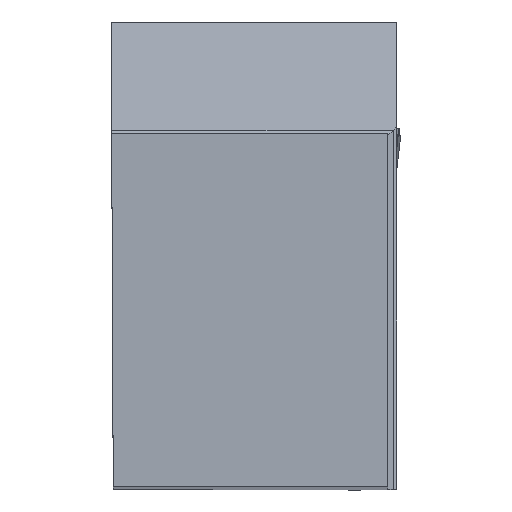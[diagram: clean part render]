
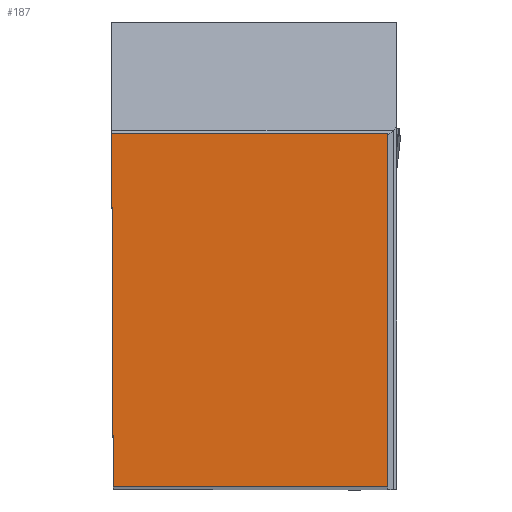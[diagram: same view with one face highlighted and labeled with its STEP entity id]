
A CAD part, top view. The second image highlights one B-rep face of the part: STEP entity #187.
In plain terms, the highlighted planar face has unit normal (0, 0, 1).
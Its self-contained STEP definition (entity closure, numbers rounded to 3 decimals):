
#187=ADVANCED_FACE('BLANK_BOXF006',(#303),#236,.F.);
#236=PLANE('',#1572);
#303=FACE_OUTER_BOUND('',#375,.T.);
#375=EDGE_LOOP('',(#720,#721,#722,#723));
#720=ORIENTED_EDGE('',*,*,#1112,.T.);
#721=ORIENTED_EDGE('',*,*,#1113,.T.);
#722=ORIENTED_EDGE('',*,*,#1108,.T.);
#723=ORIENTED_EDGE('',*,*,#1101,.T.);
#918=VERTEX_POINT('',#3763);
#919=VERTEX_POINT('',#3765);
#923=VERTEX_POINT('',#3778);
#926=VERTEX_POINT('',#3786);
#1101=EDGE_CURVE('',#919,#918,#1231,.T.);
#1108=EDGE_CURVE('',#923,#919,#1237,.T.);
#1112=EDGE_CURVE('',#918,#926,#1241,.T.);
#1113=EDGE_CURVE('',#926,#923,#1242,.T.);
#1231=LINE('',#3764,#1365);
#1237=LINE('',#3777,#1371);
#1241=LINE('',#3785,#1375);
#1242=LINE('',#3787,#1376);
#1365=VECTOR('',#1797,1.);
#1371=VECTOR('',#1809,1.);
#1375=VECTOR('',#1815,1.);
#1376=VECTOR('',#1816,1.);
#1572=AXIS2_PLACEMENT_3D('',#3788,#1817,#1818);
#1797=DIRECTION('',(1.,0.,0.));
#1809=DIRECTION('',(0.004,-1.,0.));
#1815=DIRECTION('',(0.,1.,0.));
#1816=DIRECTION('',(-1.,0.,0.));
#1817=DIRECTION('',(0.,0.,-1.));
#1818=DIRECTION('',(0.,-1.,0.));
#3763=CARTESIAN_POINT('',(24.875,0.,0.));
#3764=CARTESIAN_POINT('',(-170.65,0.,0.));
#3765=CARTESIAN_POINT('',(0.139,0.,0.));
#3777=CARTESIAN_POINT('',(-0.606,170.648,0.));
#3778=CARTESIAN_POINT('',(0.,31.85,0.));
#3785=CARTESIAN_POINT('',(24.875,-170.65,0.));
#3786=CARTESIAN_POINT('',(24.875,31.85,0.));
#3787=CARTESIAN_POINT('',(170.65,31.85,0.));
#3788=CARTESIAN_POINT('',(25.675,-5.,0.));
